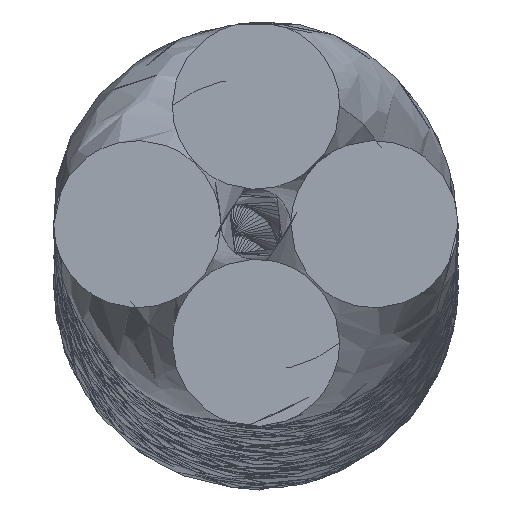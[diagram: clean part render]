
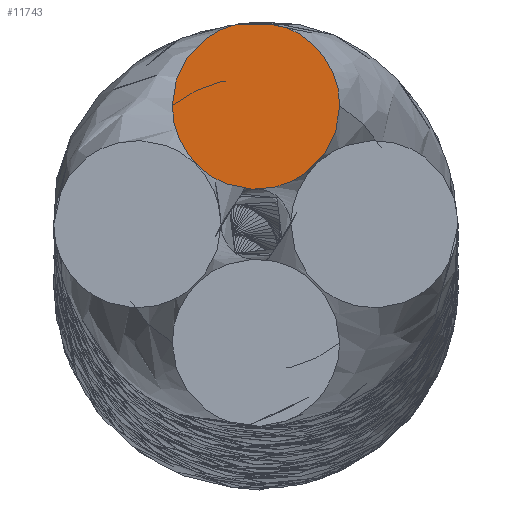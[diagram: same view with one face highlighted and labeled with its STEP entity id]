
A CAD part, top view. The second image highlights one B-rep face of the part: STEP entity #11743.
In plain terms, the highlighted planar face has unit normal (0, 0, 1).
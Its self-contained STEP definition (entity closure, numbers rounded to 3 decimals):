
#173 = VERTEX_POINT ( 'NONE', #2493 ) ;
#263 = DIRECTION ( 'NONE',  ( 1., 0., 0. ) ) ;
#718 = CARTESIAN_POINT ( 'NONE',  ( -6.207, 8.793, 0. ) ) ;
#853 = CARTESIAN_POINT ( 'NONE',  ( 6.207, 8.793, 0. ) ) ;
#1087 = CARTESIAN_POINT ( 'NONE',  ( 6.223, 10.425, 0. ) ) ;
#1189 = PLANE ( 'NONE',  #3557 ) ;
#1444 = ORIENTED_EDGE ( 'NONE', *, *, #3259, .T. ) ;
#2493 = CARTESIAN_POINT ( 'NONE',  ( -6.207, 8.793, 0. ) ) ;
#2800 = FACE_OUTER_BOUND ( 'NONE', #5790, .T. ) ;
#2826 = VERTEX_POINT ( 'NONE', #8770 ) ;
#2861 = CARTESIAN_POINT ( 'NONE',  ( 6.207, 8.793, 0. ) ) ;
#2939 = B_SPLINE_CURVE_WITH_KNOTS ( 'NONE', 3,
 ( #718, #12136, #10627, #4837, #11523, #5851, #12432, #6827, #853 ),
 .UNSPECIFIED., .F., .F.,
 ( 4, 1, 1, 1, 1, 1, 4 ),
 ( 0., 0.005, 0.007, 0.01, 0.012, 0.015, 0.019 ),
 .UNSPECIFIED. ) ;
#3086 = CARTESIAN_POINT ( 'NONE',  ( 5.193, 12.837, 0. ) ) ;
#3259 = EDGE_CURVE ( 'NONE', #2826, #173, #5298, .T. ) ;
#3557 = AXIS2_PLACEMENT_3D ( 'NONE', #5266, #6251, #263 ) ;
#4122 = CARTESIAN_POINT ( 'NONE',  ( 0., 15.162, 0. ) ) ;
#4837 = CARTESIAN_POINT ( 'NONE',  ( -2.437, 2.91, 0. ) ) ;
#5122 = CARTESIAN_POINT ( 'NONE',  ( -5.193, 12.837, 0. ) ) ;
#5266 = CARTESIAN_POINT ( 'NONE',  ( -6.281, 2.512, 0. ) ) ;
#5298 = B_SPLINE_CURVE_WITH_KNOTS ( 'NONE', 3,
 ( #2861, #1087, #3086, #9973, #4122, #10875, #5122, #11776, #6119 ),
 .UNSPECIFIED., .F., .F.,
 ( 4, 1, 1, 1, 1, 1, 4 ),
 ( 0., 0.005, 0.007, 0.01, 0.012, 0.015, 0.019 ),
 .UNSPECIFIED. ) ;
#5615 = EDGE_CURVE ( 'NONE', #173, #2826, #2939, .T. ) ;
#5790 = EDGE_LOOP ( 'NONE', ( #1444, #10052 ) ) ;
#5851 = CARTESIAN_POINT ( 'NONE',  ( 2.437, 2.91, 0. ) ) ;
#6119 = CARTESIAN_POINT ( 'NONE',  ( -6.207, 8.793, 0. ) ) ;
#6251 = DIRECTION ( 'NONE',  ( 0., 0., 1. ) ) ;
#6827 = CARTESIAN_POINT ( 'NONE',  ( 6.223, 7.162, 0. ) ) ;
#8770 = CARTESIAN_POINT ( 'NONE',  ( 6.207, 8.793, 0. ) ) ;
#9973 = CARTESIAN_POINT ( 'NONE',  ( 2.437, 14.677, 0. ) ) ;
#10052 = ORIENTED_EDGE ( 'NONE', *, *, #5615, .T. ) ;
#10627 = CARTESIAN_POINT ( 'NONE',  ( -5.193, 4.75, 0. ) ) ;
#10875 = CARTESIAN_POINT ( 'NONE',  ( -2.437, 14.677, 0. ) ) ;
#11523 = CARTESIAN_POINT ( 'NONE',  ( 0., 2.425, 0. ) ) ;
#11743 = ADVANCED_FACE ( 'NONE', ( #2800 ), #1189, .T. ) ;
#11776 = CARTESIAN_POINT ( 'NONE',  ( -6.223, 10.425, 0. ) ) ;
#12136 = CARTESIAN_POINT ( 'NONE',  ( -6.223, 7.162, 0. ) ) ;
#12432 = CARTESIAN_POINT ( 'NONE',  ( 5.193, 4.75, 0. ) ) ;
